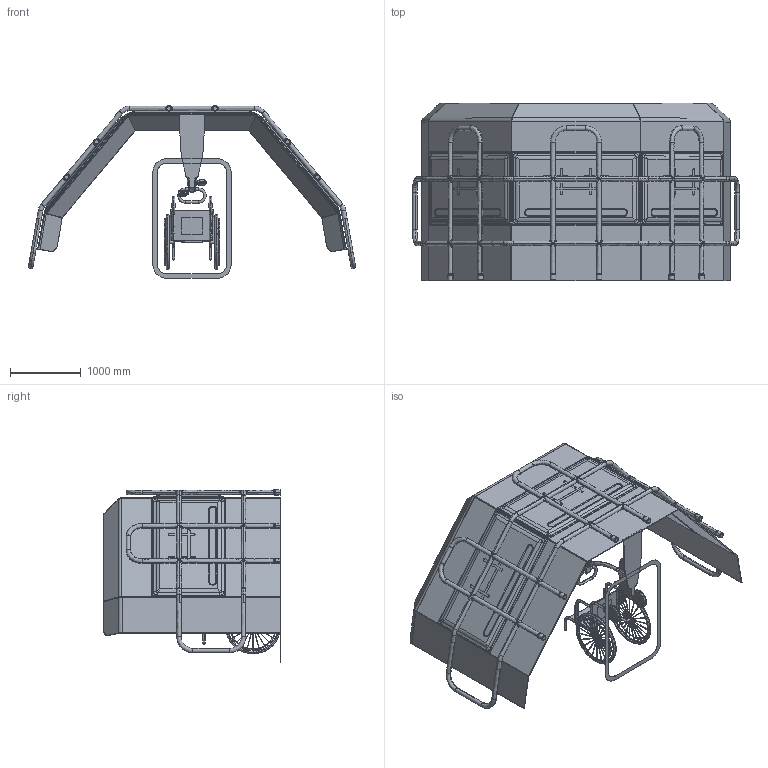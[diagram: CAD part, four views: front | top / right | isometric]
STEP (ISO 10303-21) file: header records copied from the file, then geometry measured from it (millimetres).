
FILE_DESCRIPTION(('FreeCAD Model'),'2;1');
FILE_NAME('Open CASCADE Shape Model','2025-04-29T12:54:21',('FreeCAD'),( 'FreeCAD'),'Open CASCADE STEP processor 7.6','FreeCAD','Unknown');
FILE_SCHEMA(('AUTOMOTIVE_DESIGN { 1 0 10303 214 1 1 1 1 }'));
Products named in the file (1): Open CASCADE STEP translator 7.6 1
Bounding box: 4625.11 x 2511.19 x 2441.13 mm (x, y, z)
Volume: 553919000.1 mm3; surface area: 46675716 mm2
Topology: 101 solids, 101 shells, 2021 faces, 4679 edges, 2823 vertices
Faces by surface type: bspline 2021
Entity records: 109124 total; most frequent: CARTESIAN_POINT 82045, ORIENTED_EDGE 9286, EDGE_CURVE 4643, B_SPLINE_CURVE_WITH_KNOTS 3020, VERTEX_POINT 2823, FACE_BOUND 2072, EDGE_LOOP 2072, ADVANCED_FACE 2021
